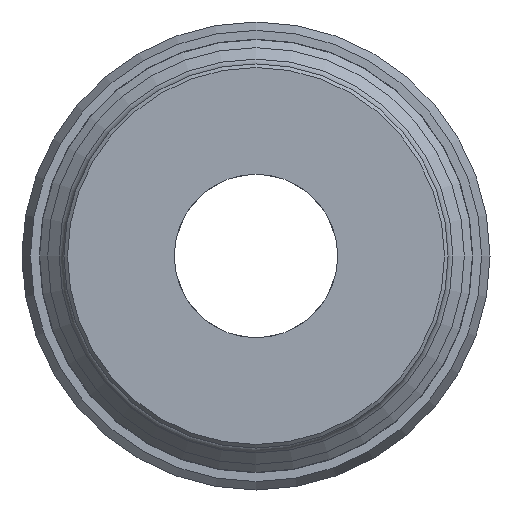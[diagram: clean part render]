
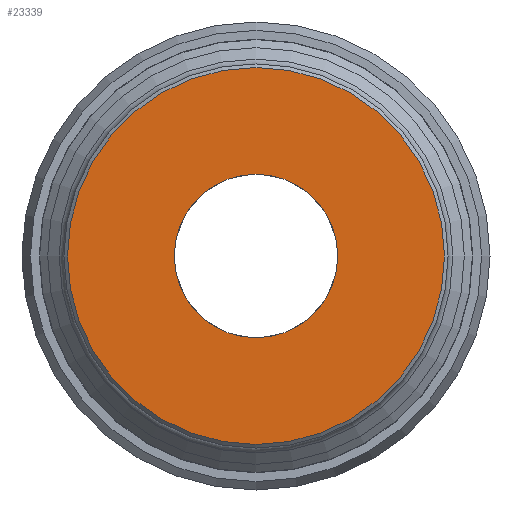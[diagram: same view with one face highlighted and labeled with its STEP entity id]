
A CAD part, left-side view. The second image highlights one B-rep face of the part: STEP entity #23339.
In plain terms, the highlighted planar face has unit normal (-1, 0, 0).
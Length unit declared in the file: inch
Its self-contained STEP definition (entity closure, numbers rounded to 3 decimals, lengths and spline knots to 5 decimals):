
#1426=FACE_BOUND('',#3177,.T.);
#1888=FACE_OUTER_BOUND('',#3176,.T.);
#3176=EDGE_LOOP('',(#15745));
#3177=EDGE_LOOP('',(#15746));
#9495=CIRCLE('',#24895,0.453);
#9498=CIRCLE('',#24900,1.045);
#10207=VERTEX_POINT('',#33565);
#10210=VERTEX_POINT('',#33575);
#12362=EDGE_CURVE('',#10207,#10207,#9495,.T.);
#12367=EDGE_CURVE('',#10210,#10210,#9498,.T.);
#15745=ORIENTED_EDGE('',*,*,#12367,.F.);
#15746=ORIENTED_EDGE('',*,*,#12362,.T.);
#22386=PLANE('',#24901);
#23339=ADVANCED_FACE('',(#1888,#1426),#22386,.T.);
#24895=AXIS2_PLACEMENT_3D('',#33567,#26985,#26986);
#24900=AXIS2_PLACEMENT_3D('',#33577,#26997,#26998);
#24901=AXIS2_PLACEMENT_3D('',#33578,#26999,#27000);
#26985=DIRECTION('center_axis',(1.,0.,0.));
#26986=DIRECTION('ref_axis',(0.,0.,-1.));
#26997=DIRECTION('center_axis',(1.,0.,0.));
#26998=DIRECTION('ref_axis',(0.,-1.,0.));
#26999=DIRECTION('center_axis',(-1.,0.,0.));
#27000=DIRECTION('ref_axis',(0.,0.,1.));
#33565=CARTESIAN_POINT('',(0.,0.,0.453));
#33567=CARTESIAN_POINT('Origin',(0.,0.,0.));
#33575=CARTESIAN_POINT('',(0.,1.045,0.));
#33577=CARTESIAN_POINT('Origin',(0.,0.,0.));
#33578=CARTESIAN_POINT('Origin',(0.,1.065,0.));
